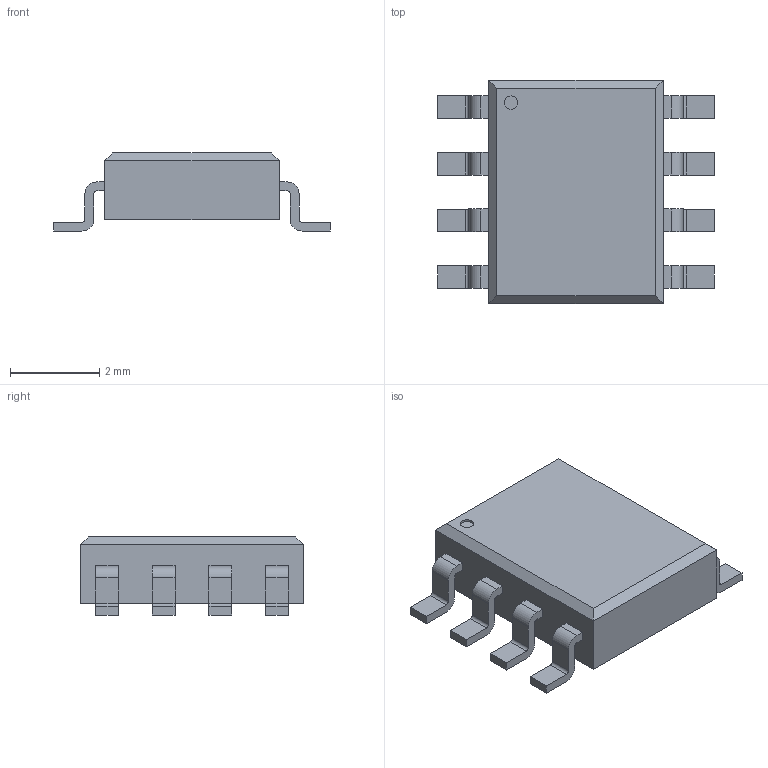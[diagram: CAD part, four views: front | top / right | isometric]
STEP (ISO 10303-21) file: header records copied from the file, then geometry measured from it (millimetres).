
FILE_DESCRIPTION(/* description */ (''),/* implementation_level */ '2;1');
FILE_NAME(/* name */ 'soic_1563575658884.stp',/* time_stamp */ '2019-07-19T22:34:20+00:00',/* author */ (''),/* organization */ (''),/* preprocessor_version */ 'ST-DEVELOPER v18',/* originating_system */ 'ASM',/* authorisation */ '');
FILE_SCHEMA (('AUTOMOTIVE_DESIGN { 1 0 10303 214 3 1 1 }'));
Length unit declared in the file: millimetre
Products named in the file (1): soic_1563575658884
Bounding box: 6.2 x 5 x 1.75 mm (x, y, z)
Volume: 30.6 mm3; surface area: 85.6 mm2
Topology: 1 solids, 1 shells, 116 faces, 312 edges, 207 vertices
Faces by surface type: plane 83, cylinder 33
Full cylindrical faces by diameter (mm): 0.3 x1
Entity records: 3776 total; most frequent: CARTESIAN_POINT 636, ORIENTED_EDGE 624, DIRECTION 613, EDGE_CURVE 312, LINE 245, VECTOR 245, VERTEX_POINT 207, AXIS2_PLACEMENT_3D 184
